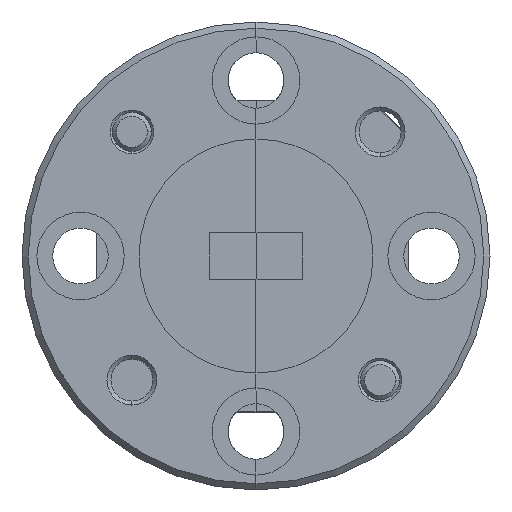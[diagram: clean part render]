
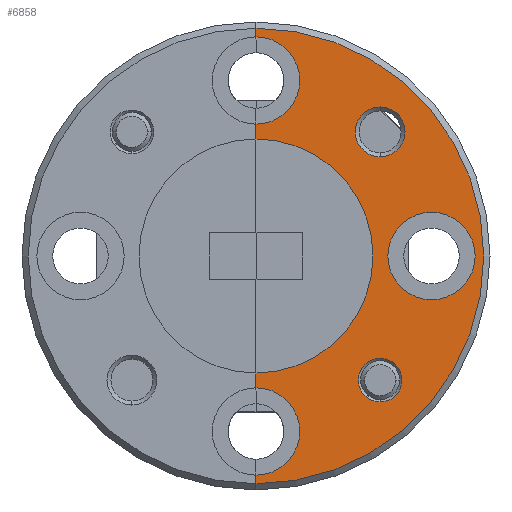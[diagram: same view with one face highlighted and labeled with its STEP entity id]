
A CAD part, left-side view. The second image highlights one B-rep face of the part: STEP entity #6858.
In plain terms, the highlighted planar face has unit normal (-1, 0, 0).
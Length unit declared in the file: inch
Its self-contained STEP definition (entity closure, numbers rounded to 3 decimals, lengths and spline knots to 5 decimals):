
#9 = AXIS2_PLACEMENT_3D ( 'NONE', #1885, #6182, #2875 ) ;
#166 = CIRCLE ( 'NONE', #3134, 0.07 ) ;
#325 = CARTESIAN_POINT ( 'NONE',  ( -0.4375, 0.385, 0.21125 ) ) ;
#422 = AXIS2_PLACEMENT_3D ( 'NONE', #6032, #2616, #10148 ) ;
#609 = DIRECTION ( 'NONE',  ( 0., 0., 1. ) ) ;
#646 = DIRECTION ( 'NONE',  ( 0., 0., 1. ) ) ;
#658 = VERTEX_POINT ( 'NONE', #1444 ) ;
#901 = AXIS2_PLACEMENT_3D ( 'NONE', #1596, #10724, #6499 ) ;
#927 = CIRCLE ( 'NONE', #901, 0.035 ) ;
#1086 = CARTESIAN_POINT ( 'NONE',  ( -0.4375, 0.10375, 0.07 ) ) ;
#1238 = CARTESIAN_POINT ( 'NONE',  ( -0.4375, 0.385, -0.35125 ) ) ;
#1292 = VERTEX_POINT ( 'NONE', #1086 ) ;
#1444 = CARTESIAN_POINT ( 'NONE',  ( -0.4375, 0.385, 0.1875 ) ) ;
#1461 = LINE ( 'NONE', #8866, #8422 ) ;
#1482 = EDGE_CURVE ( 'NONE', #5608, #658, #4084, .T. ) ;
#1566 = AXIS2_PLACEMENT_3D ( 'NONE', #7770, #3558, #1887 ) ;
#1596 = CARTESIAN_POINT ( 'NONE',  ( -0.4375, 0.18613, -0.19887 ) ) ;
#1822 = CARTESIAN_POINT ( 'NONE',  ( -0.4375, 0.385, 0. ) ) ;
#1858 = ORIENTED_EDGE ( 'NONE', *, *, #10151, .F. ) ;
#1885 = CARTESIAN_POINT ( 'NONE',  ( -0.4375, 0.385, 0.28125 ) ) ;
#1887 = DIRECTION ( 'NONE',  ( 0., 0., 1. ) ) ;
#1942 = CARTESIAN_POINT ( 'NONE',  ( -0.4375, 0.10375, 0. ) ) ;
#1984 = FACE_BOUND ( 'NONE', #6728, .T. ) ;
#2043 = AXIS2_PLACEMENT_3D ( 'NONE', #6119, #6832, #8495 ) ;
#2051 = CARTESIAN_POINT ( 'NONE',  ( -0.4375, 0.385, -0.365 ) ) ;
#2242 = DIRECTION ( 'NONE',  ( -1., 0., 0. ) ) ;
#2415 = ORIENTED_EDGE ( 'NONE', *, *, #7260, .F. ) ;
#2419 = CARTESIAN_POINT ( 'NONE',  ( -0.4375, 0.18613, 0.19887 ) ) ;
#2616 = DIRECTION ( 'NONE',  ( -1., 0., 0. ) ) ;
#2657 = EDGE_CURVE ( 'NONE', #1292, #6587, #166, .T. ) ;
#2684 = ORIENTED_EDGE ( 'NONE', *, *, #1482, .F. ) ;
#2875 = DIRECTION ( 'NONE',  ( 0., 0., 1. ) ) ;
#2898 = EDGE_CURVE ( 'NONE', #5182, #8498, #5650, .T. ) ;
#3104 = ORIENTED_EDGE ( 'NONE', *, *, #4654, .F. ) ;
#3118 = LINE ( 'NONE', #3759, #10382 ) ;
#3134 = AXIS2_PLACEMENT_3D ( 'NONE', #7274, #4819, #646 ) ;
#3300 = EDGE_CURVE ( 'NONE', #9588, #9778, #927, .T. ) ;
#3460 = DIRECTION ( 'NONE',  ( 0., 0., 1. ) ) ;
#3558 = DIRECTION ( 'NONE',  ( -1., 0., 0. ) ) ;
#3560 = VERTEX_POINT ( 'NONE', #1238 ) ;
#3626 = CARTESIAN_POINT ( 'NONE',  ( -0.4375, 0.18613, -0.16387 ) ) ;
#3759 = CARTESIAN_POINT ( 'NONE',  ( -0.4375, 0.385, 0. ) ) ;
#3936 = VECTOR ( 'NONE', #3460, 39.37008 ) ;
#4058 = DIRECTION ( 'NONE',  ( 0., 0., 1. ) ) ;
#4084 = CIRCLE ( 'NONE', #9189, 0.1875 ) ;
#4279 = CARTESIAN_POINT ( 'NONE',  ( -0.4375, 0.385, 0.365 ) ) ;
#4442 = DIRECTION ( 'NONE',  ( -1., 0., 0. ) ) ;
#4581 = FACE_OUTER_BOUND ( 'NONE', #7008, .T. ) ;
#4654 = EDGE_CURVE ( 'NONE', #7906, #5182, #10518, .T. ) ;
#4671 = DIRECTION ( 'NONE',  ( 0., 0., 1. ) ) ;
#4774 = DIRECTION ( 'NONE',  ( 0., 0., 1. ) ) ;
#4819 = DIRECTION ( 'NONE',  ( -1., 0., 0. ) ) ;
#4857 = CARTESIAN_POINT ( 'NONE',  ( -0.4375, 0.385, 0. ) ) ;
#4986 = EDGE_CURVE ( 'NONE', #3560, #6859, #10932, .T. ) ;
#5036 = CARTESIAN_POINT ( 'NONE',  ( -0.4375, 0.385, -0.1875 ) ) ;
#5053 = VECTOR ( 'NONE', #6852, 39.37008 ) ;
#5069 = AXIS2_PLACEMENT_3D ( 'NONE', #1942, #4442, #7096 ) ;
#5182 = VERTEX_POINT ( 'NONE', #6169 ) ;
#5431 = EDGE_CURVE ( 'NONE', #10630, #8778, #9547, .T. ) ;
#5608 = VERTEX_POINT ( 'NONE', #5036 ) ;
#5650 = LINE ( 'NONE', #1822, #3936 ) ;
#5694 = EDGE_CURVE ( 'NONE', #7277, #8498, #6595, .T. ) ;
#6032 = CARTESIAN_POINT ( 'NONE',  ( -0.4375, 0.385, -0.28125 ) ) ;
#6119 = CARTESIAN_POINT ( 'NONE',  ( -0.4375, 0.385, 0. ) ) ;
#6169 = CARTESIAN_POINT ( 'NONE',  ( -0.4375, 0.385, 0.35125 ) ) ;
#6182 = DIRECTION ( 'NONE',  ( -1., 0., 0. ) ) ;
#6435 = ORIENTED_EDGE ( 'NONE', *, *, #6697, .F. ) ;
#6499 = DIRECTION ( 'NONE',  ( 0., 0., 1. ) ) ;
#6505 = ORIENTED_EDGE ( 'NONE', *, *, #4986, .F. ) ;
#6516 = CARTESIAN_POINT ( 'NONE',  ( -0.4375, 0.18613, 0.23887 ) ) ;
#6547 = EDGE_LOOP ( 'NONE', ( #10711, #9886 ) ) ;
#6587 = VERTEX_POINT ( 'NONE', #10255 ) ;
#6595 = CIRCLE ( 'NONE', #2043, 0.365 ) ;
#6650 = EDGE_LOOP ( 'NONE', ( #10644, #2415 ) ) ;
#6697 = EDGE_CURVE ( 'NONE', #7277, #3560, #1461, .T. ) ;
#6728 = EDGE_LOOP ( 'NONE', ( #1858, #8334 ) ) ;
#6832 = DIRECTION ( 'NONE',  ( -1., 0., 0. ) ) ;
#6852 = DIRECTION ( 'NONE',  ( 0., 0., 1. ) ) ;
#6858 = ADVANCED_FACE ( 'NONE', ( #1984, #9084, #4581, #10552 ), #9412, .T. ) ;
#6859 = VERTEX_POINT ( 'NONE', #8732 ) ;
#6878 = CIRCLE ( 'NONE', #8556, 0.04 ) ;
#6930 = ORIENTED_EDGE ( 'NONE', *, *, #2898, .F. ) ;
#6991 = AXIS2_PLACEMENT_3D ( 'NONE', #10758, #9112, #4058 ) ;
#7008 = EDGE_LOOP ( 'NONE', ( #6435, #9109, #6930, #3104, #7669, #2684, #10087, #6505 ) ) ;
#7076 = CIRCLE ( 'NONE', #5069, 0.07 ) ;
#7096 = DIRECTION ( 'NONE',  ( 0., 0., 1. ) ) ;
#7251 = CARTESIAN_POINT ( 'NONE',  ( -0.4375, 0.18613, 0.19887 ) ) ;
#7260 = EDGE_CURVE ( 'NONE', #6587, #1292, #7076, .T. ) ;
#7274 = CARTESIAN_POINT ( 'NONE',  ( -0.4375, 0.10375, 0. ) ) ;
#7277 = VERTEX_POINT ( 'NONE', #2051 ) ;
#7669 = ORIENTED_EDGE ( 'NONE', *, *, #9968, .F. ) ;
#7770 = CARTESIAN_POINT ( 'NONE',  ( -0.4375, 0.385, 0. ) ) ;
#7906 = VERTEX_POINT ( 'NONE', #325 ) ;
#7924 = CIRCLE ( 'NONE', #6991, 0.035 ) ;
#7996 = CARTESIAN_POINT ( 'NONE',  ( -0.4375, 0.18613, 0.15887 ) ) ;
#8086 = DIRECTION ( 'NONE',  ( 0., 0., 1. ) ) ;
#8334 = ORIENTED_EDGE ( 'NONE', *, *, #5431, .F. ) ;
#8422 = VECTOR ( 'NONE', #8786, 39.37008 ) ;
#8495 = DIRECTION ( 'NONE',  ( 0., 0., 1. ) ) ;
#8498 = VERTEX_POINT ( 'NONE', #4279 ) ;
#8556 = AXIS2_PLACEMENT_3D ( 'NONE', #7251, #2242, #8086 ) ;
#8586 = CARTESIAN_POINT ( 'NONE',  ( -0.4375, 0.385, 0. ) ) ;
#8718 = EDGE_CURVE ( 'NONE', #6859, #5608, #3118, .T. ) ;
#8732 = CARTESIAN_POINT ( 'NONE',  ( -0.4375, 0.385, -0.21125 ) ) ;
#8778 = VERTEX_POINT ( 'NONE', #6516 ) ;
#8786 = DIRECTION ( 'NONE',  ( 0., 0., 1. ) ) ;
#8860 = AXIS2_PLACEMENT_3D ( 'NONE', #2419, #10782, #609 ) ;
#8866 = CARTESIAN_POINT ( 'NONE',  ( -0.4375, 0.385, 0. ) ) ;
#8908 = DIRECTION ( 'NONE',  ( -1., 0., 0. ) ) ;
#9084 = FACE_BOUND ( 'NONE', #6547, .T. ) ;
#9109 = ORIENTED_EDGE ( 'NONE', *, *, #5694, .T. ) ;
#9112 = DIRECTION ( 'NONE',  ( -1., 0., 0. ) ) ;
#9150 = CARTESIAN_POINT ( 'NONE',  ( -0.4375, 0.18613, -0.23387 ) ) ;
#9189 = AXIS2_PLACEMENT_3D ( 'NONE', #4857, #8908, #4774 ) ;
#9412 = PLANE ( 'NONE',  #1566 ) ;
#9547 = CIRCLE ( 'NONE', #8860, 0.04 ) ;
#9588 = VERTEX_POINT ( 'NONE', #3626 ) ;
#9778 = VERTEX_POINT ( 'NONE', #9150 ) ;
#9825 = EDGE_CURVE ( 'NONE', #9778, #9588, #7924, .T. ) ;
#9886 = ORIENTED_EDGE ( 'NONE', *, *, #9825, .F. ) ;
#9968 = EDGE_CURVE ( 'NONE', #658, #7906, #10899, .T. ) ;
#10087 = ORIENTED_EDGE ( 'NONE', *, *, #8718, .F. ) ;
#10148 = DIRECTION ( 'NONE',  ( 0., 0., 1. ) ) ;
#10151 = EDGE_CURVE ( 'NONE', #8778, #10630, #6878, .T. ) ;
#10255 = CARTESIAN_POINT ( 'NONE',  ( -0.4375, 0.10375, -0.07 ) ) ;
#10382 = VECTOR ( 'NONE', #4671, 39.37008 ) ;
#10518 = CIRCLE ( 'NONE', #9, 0.07 ) ;
#10552 = FACE_BOUND ( 'NONE', #6650, .T. ) ;
#10630 = VERTEX_POINT ( 'NONE', #7996 ) ;
#10644 = ORIENTED_EDGE ( 'NONE', *, *, #2657, .F. ) ;
#10711 = ORIENTED_EDGE ( 'NONE', *, *, #3300, .F. ) ;
#10724 = DIRECTION ( 'NONE',  ( -1., 0., 0. ) ) ;
#10758 = CARTESIAN_POINT ( 'NONE',  ( -0.4375, 0.18613, -0.19887 ) ) ;
#10782 = DIRECTION ( 'NONE',  ( -1., 0., 0. ) ) ;
#10899 = LINE ( 'NONE', #8586, #5053 ) ;
#10932 = CIRCLE ( 'NONE', #422, 0.07 ) ;
